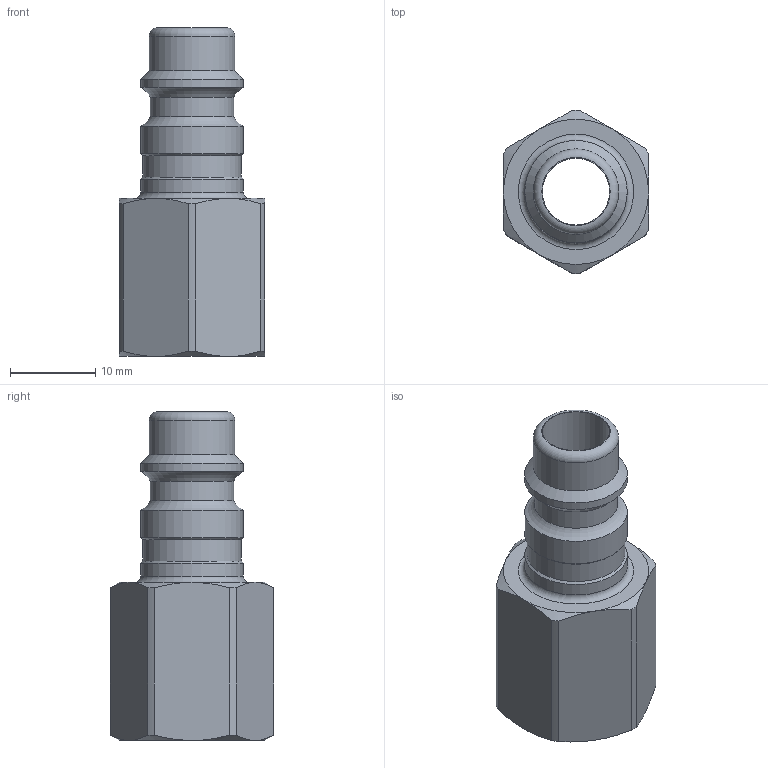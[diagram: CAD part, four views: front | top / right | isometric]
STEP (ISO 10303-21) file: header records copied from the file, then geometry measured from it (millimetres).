
FILE_DESCRIPTION(/* description */ ('STEP AP214'),/* implementation_level */ '2;1');
FILE_NAME(/* name */ '8059262_NPHS-S6-M-G14F',/* time_stamp */ '2024-09-13T00:45:01+02:00',/* author */ ('License CC BY-ND 4.0'),/* organization */ ('CADENAS'),/* preprocessor_version */ 'ST-DEVELOPER v19.3',/* originating_system */ 'PARTsolutions',/* authorisation */ ' ');
FILE_SCHEMA (('AUTOMOTIVE_DESIGN {1 0 10303 214 3 1 1}'));
Length unit declared in the file: millimetre
Products named in the file (1): 8059262 NPHS-S6-M-G14F
Bounding box: 17 x 19.15 x 38.5 mm (x, y, z)
Volume: 3829.1 mm3; surface area: 3216.1 mm2
Topology: 1 solids, 1 shells, 44 faces, 96 edges, 55 vertices
Faces by surface type: cone 17, cylinder 14, plane 9, torus 4
Full cylindrical faces by diameter (mm): 7.85 x1, 9.75 x1, 10 x1, 11.445 x1, 11.5 x1, 12 x3
Entity records: 1160 total; most frequent: CARTESIAN_POINT 251, DIRECTION 188, ORIENTED_EDGE 158, AXIS2_PLACEMENT_3D 88, EDGE_CURVE 79, EDGE_LOOP 64, FACE_BOUND 64, VERTEX_POINT 55
